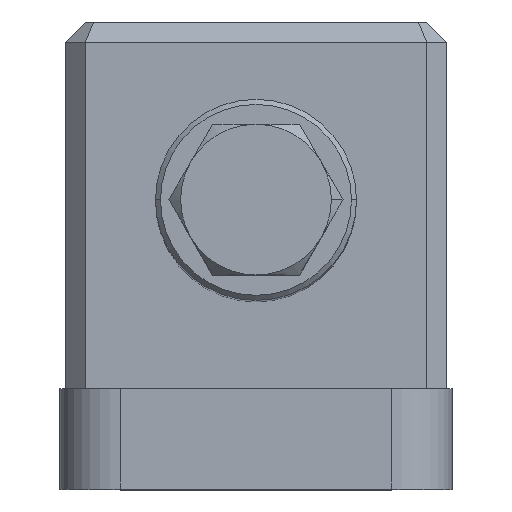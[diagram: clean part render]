
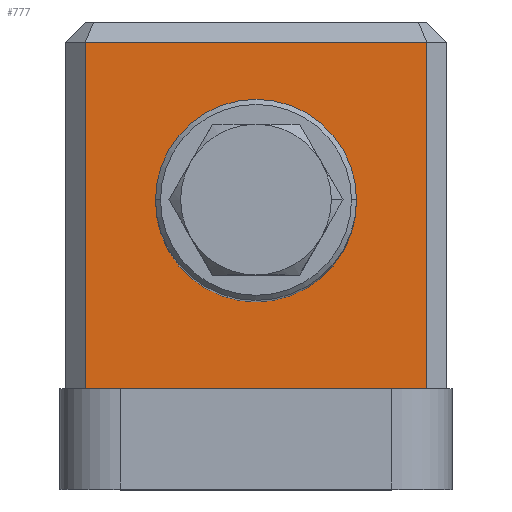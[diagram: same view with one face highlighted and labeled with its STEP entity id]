
A CAD part, top view. The second image highlights one B-rep face of the part: STEP entity #777.
In plain terms, the highlighted planar face has unit normal (0, 0, 1).
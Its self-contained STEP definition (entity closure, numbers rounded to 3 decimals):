
#9 = EDGE_CURVE ( 'NONE', #2363, #645, #1835, .T. ) ;
#144 = VECTOR ( 'NONE', #1925, 1000. ) ;
#196 = EDGE_CURVE ( 'NONE', #1879, #2070, #1671, .T. ) ;
#246 = DIRECTION ( 'NONE',  ( 0., 0., -1. ) ) ;
#256 = EDGE_CURVE ( 'NONE', #560, #1879, #1478, .T. ) ;
#320 = LINE ( 'NONE', #1572, #1770 ) ;
#421 = EDGE_CURVE ( 'NONE', #1938, #560, #761, .T. ) ;
#448 = ORIENTED_EDGE ( 'NONE', *, *, #421, .T. ) ;
#464 = EDGE_CURVE ( 'NONE', #1938, #2070, #320, .T. ) ;
#522 = CARTESIAN_POINT ( 'NONE',  ( 10., 28.65, 8. ) ) ;
#551 = PLANE ( 'NONE',  #1856 ) ;
#560 = VERTEX_POINT ( 'NONE', #1492 ) ;
#622 = CARTESIAN_POINT ( 'NONE',  ( -17., 44.5, 8. ) ) ;
#645 = VERTEX_POINT ( 'NONE', #522 ) ;
#754 = CARTESIAN_POINT ( 'NONE',  ( -10., 28.65, 8. ) ) ;
#758 = CARTESIAN_POINT ( 'NONE',  ( 0., 28.65, 8. ) ) ;
#761 = LINE ( 'NONE', #622, #1205 ) ;
#777 = ADVANCED_FACE ( 'NONE', ( #1711, #2341 ), #551, .F. ) ;
#839 = ORIENTED_EDGE ( 'NONE', *, *, #464, .F. ) ;
#863 = EDGE_LOOP ( 'NONE', ( #2252, #1522 ) ) ;
#963 = DIRECTION ( 'NONE',  ( -1., 0., 0. ) ) ;
#973 = VECTOR ( 'NONE', #1061, 1000. ) ;
#1042 = CARTESIAN_POINT ( 'NONE',  ( 17., 10., 8. ) ) ;
#1051 = CARTESIAN_POINT ( 'NONE',  ( -17., 10., 8. ) ) ;
#1061 = DIRECTION ( 'NONE',  ( 0., -1., 0. ) ) ;
#1205 = VECTOR ( 'NONE', #1939, 1000. ) ;
#1400 = CARTESIAN_POINT ( 'NONE',  ( 17., 46.5, 8. ) ) ;
#1422 = CARTESIAN_POINT ( 'NONE',  ( -17., 46.5, 8. ) ) ;
#1433 = ORIENTED_EDGE ( 'NONE', *, *, #256, .T. ) ;
#1467 = CARTESIAN_POINT ( 'NONE',  ( 0., 28.65, 8. ) ) ;
#1478 = LINE ( 'NONE', #1422, #973 ) ;
#1492 = CARTESIAN_POINT ( 'NONE',  ( -17., 44.5, 8. ) ) ;
#1508 = AXIS2_PLACEMENT_3D ( 'NONE', #758, #2078, #963 ) ;
#1522 = ORIENTED_EDGE ( 'NONE', *, *, #2414, .F. ) ;
#1572 = CARTESIAN_POINT ( 'NONE',  ( 17., 46.5, 8. ) ) ;
#1586 = DIRECTION ( 'NONE',  ( -1., 0., 0. ) ) ;
#1644 = DIRECTION ( 'NONE',  ( 0., 0., 1. ) ) ;
#1655 = DIRECTION ( 'NONE',  ( -1., 0., 0. ) ) ;
#1663 = DIRECTION ( 'NONE',  ( 0., -1., 0. ) ) ;
#1671 = LINE ( 'NONE', #2114, #144 ) ;
#1711 = FACE_OUTER_BOUND ( 'NONE', #1872, .T. ) ;
#1759 = CARTESIAN_POINT ( 'NONE',  ( 17., 44.5, 8. ) ) ;
#1770 = VECTOR ( 'NONE', #1663, 1000. ) ;
#1835 = CIRCLE ( 'NONE', #2257, 10. ) ;
#1856 = AXIS2_PLACEMENT_3D ( 'NONE', #1400, #246, #1586 ) ;
#1872 = EDGE_LOOP ( 'NONE', ( #839, #448, #1433, #1945 ) ) ;
#1879 = VERTEX_POINT ( 'NONE', #1051 ) ;
#1925 = DIRECTION ( 'NONE',  ( 1., 0., 0. ) ) ;
#1938 = VERTEX_POINT ( 'NONE', #1759 ) ;
#1939 = DIRECTION ( 'NONE',  ( -1., 0., 0. ) ) ;
#1945 = ORIENTED_EDGE ( 'NONE', *, *, #196, .T. ) ;
#2070 = VERTEX_POINT ( 'NONE', #1042 ) ;
#2078 = DIRECTION ( 'NONE',  ( 0., 0., 1. ) ) ;
#2114 = CARTESIAN_POINT ( 'NONE',  ( 17., 10., 8. ) ) ;
#2252 = ORIENTED_EDGE ( 'NONE', *, *, #9, .F. ) ;
#2257 = AXIS2_PLACEMENT_3D ( 'NONE', #1467, #1644, #1655 ) ;
#2307 = CIRCLE ( 'NONE', #1508, 10. ) ;
#2341 = FACE_BOUND ( 'NONE', #863, .T. ) ;
#2363 = VERTEX_POINT ( 'NONE', #754 ) ;
#2414 = EDGE_CURVE ( 'NONE', #645, #2363, #2307, .T. ) ;
